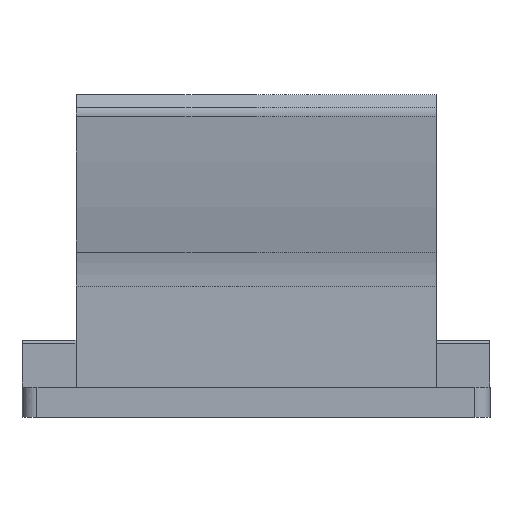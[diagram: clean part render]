
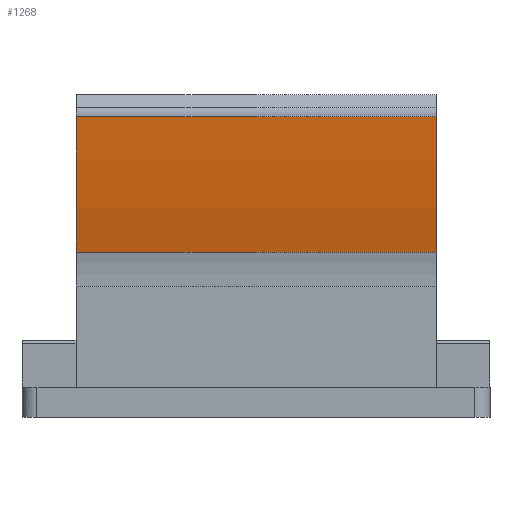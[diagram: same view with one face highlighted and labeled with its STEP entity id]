
A CAD part, left-side view. The second image highlights one B-rep face of the part: STEP entity #1268.
In plain terms, the highlighted cylindrical face has radius 335 mm (diameter 670 mm), a partial arc.
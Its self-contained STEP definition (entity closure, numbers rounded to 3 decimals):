
#81=FACE_OUTER_BOUND('',#152,.T.);
#152=EDGE_LOOP('',(#912,#913,#914,#915));
#254=LINE('',#1978,#378);
#256=LINE('',#1986,#380);
#378=VECTOR('',#1567,10.);
#380=VECTOR('',#1575,10.);
#492=CIRCLE('',#1377,335.);
#493=CIRCLE('',#1378,335.);
#578=VERTEX_POINT('',#1975);
#579=VERTEX_POINT('',#1977);
#581=VERTEX_POINT('',#1983);
#582=VERTEX_POINT('',#1985);
#707=EDGE_CURVE('',#578,#579,#254,.T.);
#710=EDGE_CURVE('',#578,#581,#492,.T.);
#711=EDGE_CURVE('',#582,#581,#256,.T.);
#712=EDGE_CURVE('',#579,#582,#493,.T.);
#912=ORIENTED_EDGE('',*,*,#707,.F.);
#913=ORIENTED_EDGE('',*,*,#710,.T.);
#914=ORIENTED_EDGE('',*,*,#711,.F.);
#915=ORIENTED_EDGE('',*,*,#712,.F.);
#1238=CYLINDRICAL_SURFACE('',#1376,335.);
#1268=ADVANCED_FACE('',(#81),#1238,.T.);
#1376=AXIS2_PLACEMENT_3D('',#1982,#1571,#1572);
#1377=AXIS2_PLACEMENT_3D('',#1984,#1573,#1574);
#1378=AXIS2_PLACEMENT_3D('',#1987,#1576,#1577);
#1567=DIRECTION('',(0.,1.,0.));
#1571=DIRECTION('center_axis',(0.,1.,0.));
#1572=DIRECTION('ref_axis',(-0.933,0.,-0.36));
#1573=DIRECTION('center_axis',(0.,1.,0.));
#1574=DIRECTION('ref_axis',(-0.97,0.,-0.241));
#1575=DIRECTION('',(0.,-1.,0.));
#1576=DIRECTION('center_axis',(0.,1.,0.));
#1577=DIRECTION('ref_axis',(-0.97,0.,-0.241));
#1975=CARTESIAN_POINT('',(-96.287,-60.,-55.341));
#1977=CARTESIAN_POINT('',(-96.287,60.,-55.341));
#1978=CARTESIAN_POINT('',(-96.287,0.,-55.341));
#1982=CARTESIAN_POINT('Origin',(230.093,0.,20.166));
#1983=CARTESIAN_POINT('',(-103.534,-60.,-10.133));
#1984=CARTESIAN_POINT('Origin',(230.093,-60.,20.166));
#1985=CARTESIAN_POINT('',(-103.534,60.,-10.133));
#1986=CARTESIAN_POINT('',(-103.534,0.,-10.133));
#1987=CARTESIAN_POINT('Origin',(230.093,60.,20.166));
